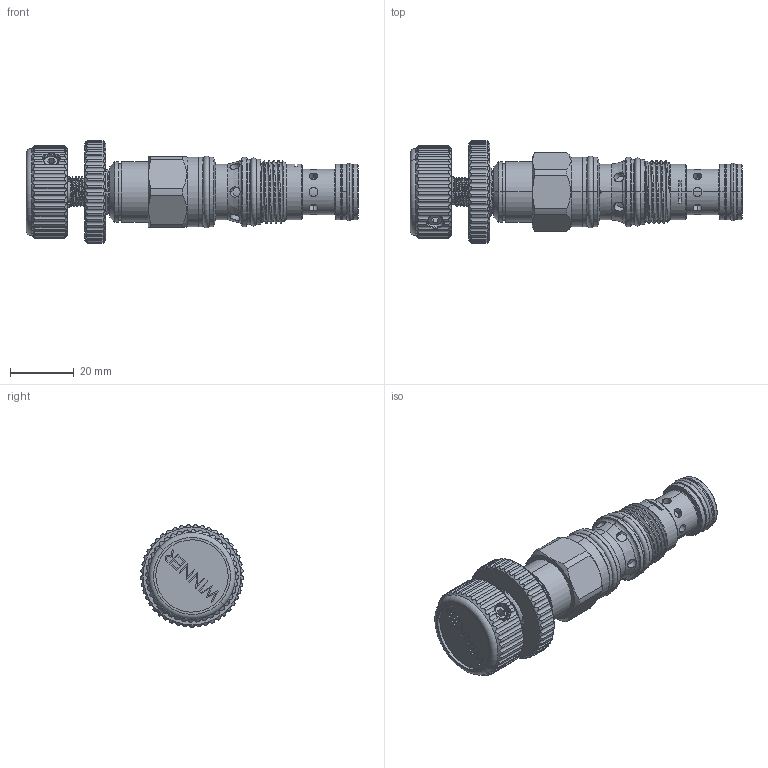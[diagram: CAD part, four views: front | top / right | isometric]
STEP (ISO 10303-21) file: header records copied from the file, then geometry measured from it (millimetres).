
FILE_DESCRIPTION (( 'STEP AP203' ), '1' );
FILE_NAME ('DP11A3N-K.STEP', '2020-03-19T00:18:36', ( '' ), ( '' ), 'SwSTEP 2.0', 'SolidWorks 2018', '' );
FILE_SCHEMA (( 'CONFIG_CONTROL_DESIGN' ));
Products named in the file (1): DP11A3N-K
Bounding box: 104.1 x 32.2 x 32.18 mm (x, y, z)
Volume: 34832.8 mm3; surface area: 16333.6 mm2
Topology: 9 solids, 9 shells, 915 faces, 2455 edges, 1567 vertices
Faces by surface type: cylinder 459, plane 213, cone 97, torus 84, bspline 58, sphere 4
Entity records: 62410 total; most frequent: CARTESIAN_POINT 41202, ORIENTED_EDGE 4846, DIRECTION 3931, EDGE_CURVE 2423, VERTEX_POINT 1561, AXIS2_PLACEMENT_3D 1535, EDGE_LOOP 962, FACE_OUTER_BOUND 915
